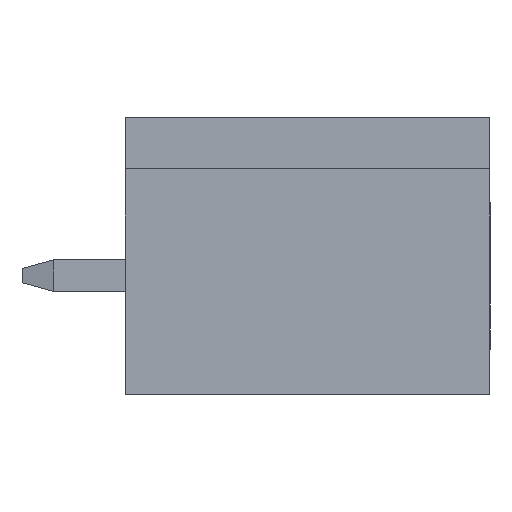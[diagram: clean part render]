
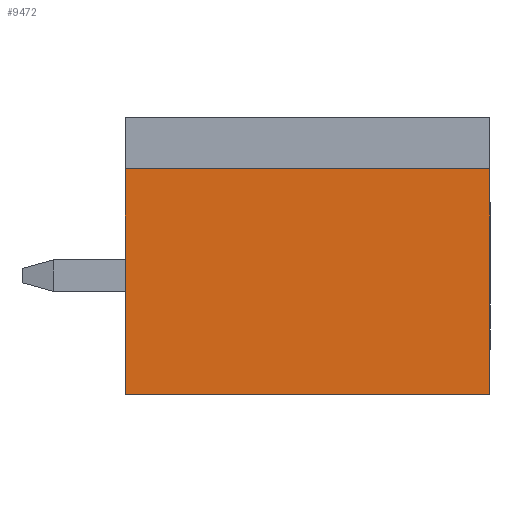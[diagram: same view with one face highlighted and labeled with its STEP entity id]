
A CAD part, left-side view. The second image highlights one B-rep face of the part: STEP entity #9472.
In plain terms, the highlighted planar face has unit normal (-1, 0, 0).
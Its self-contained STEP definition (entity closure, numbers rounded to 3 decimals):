
#2168=ORIENTED_EDGE('',*,*,#3895,.F.);
#2169=ORIENTED_EDGE('',*,*,#3994,.F.);
#2170=ORIENTED_EDGE('',*,*,#3868,.F.);
#2171=ORIENTED_EDGE('',*,*,#3815,.F.);
#3815=EDGE_CURVE('',#4933,#4934,#6021,.T.);
#3868=EDGE_CURVE('',#4934,#4981,#6062,.T.);
#3895=EDGE_CURVE('',#5001,#4933,#6085,.T.);
#3994=EDGE_CURVE('',#4981,#5001,#6181,.T.);
#4933=VERTEX_POINT('',#14366);
#4934=VERTEX_POINT('',#14368);
#4981=VERTEX_POINT('',#14471);
#5001=VERTEX_POINT('',#14522);
#6021=LINE('',#14367,#7215);
#6062=LINE('',#14470,#7256);
#6085=LINE('',#14523,#7279);
#6181=LINE('',#14722,#7375);
#7215=VECTOR('',#11682,1000.);
#7256=VECTOR('',#11753,1000.);
#7279=VECTOR('',#11794,1000.);
#7375=VECTOR('',#11990,1000.);
#8058=EDGE_LOOP('',(#2168,#2169,#2170,#2171));
#8585=FACE_BOUND('',#8058,.T.);
#9036=PLANE('',#10074);
#9472=ADVANCED_FACE('',(#8585),#9036,.F.);
#10074=AXIS2_PLACEMENT_3D('',#14723,#11991,#11992);
#11682=DIRECTION('',(0.,1.,0.));
#11753=DIRECTION('',(0.,0.,1.));
#11794=DIRECTION('',(0.,0.,-1.));
#11990=DIRECTION('',(0.,-1.,0.));
#11991=DIRECTION('',(1.,0.,0.));
#11992=DIRECTION('',(0.,0.,-1.));
#14366=CARTESIAN_POINT('',(-15.65,0.,-3.5));
#14367=CARTESIAN_POINT('',(-15.65,0.,-3.5));
#14368=CARTESIAN_POINT('',(-15.65,9.2,-3.5));
#14470=CARTESIAN_POINT('',(-15.65,9.2,-3.5));
#14471=CARTESIAN_POINT('',(-15.65,9.2,2.2));
#14522=CARTESIAN_POINT('',(-15.65,0.,2.2));
#14523=CARTESIAN_POINT('',(-15.65,0.,2.2));
#14722=CARTESIAN_POINT('',(-15.65,9.2,2.2));
#14723=CARTESIAN_POINT('',(-15.65,0.,0.));
